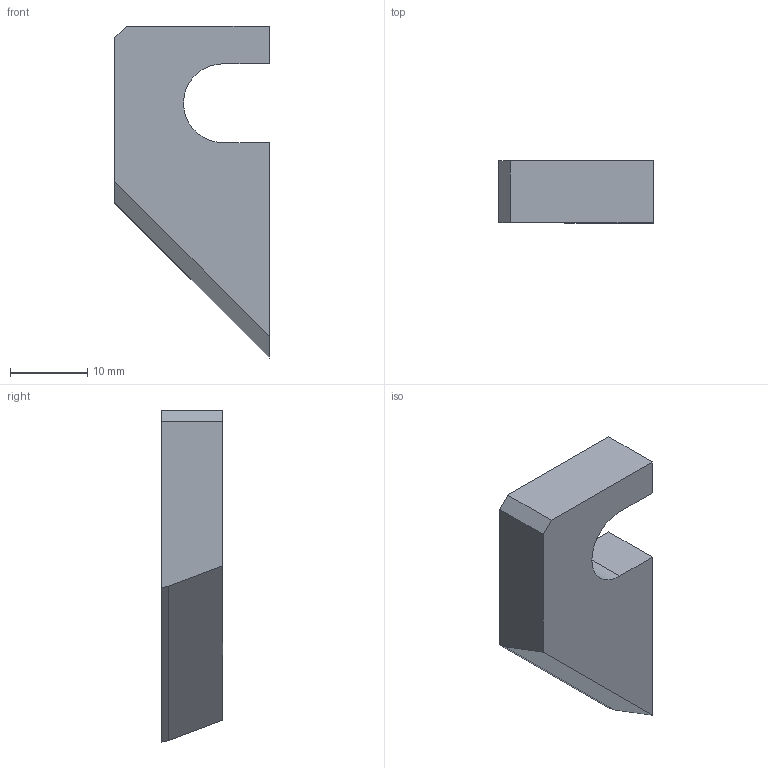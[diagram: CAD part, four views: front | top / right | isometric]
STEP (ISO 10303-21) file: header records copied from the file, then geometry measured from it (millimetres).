
FILE_DESCRIPTION((''),'1');
FILE_NAME('CB2-45.stp','2024-09-11T04:50:58',(''),(''),'Spatial Interop R21 SP3','Kubotek KeyCreator 2011 V10.0.2 (22737)',' ');
FILE_SCHEMA(('automotive_design'));
Length unit declared in the file: millimetre
Products named in the file (1): 241[3]
Bounding box: 20 x 8 x 43 mm (x, y, z)
Volume: 4242.8 mm3; surface area: 2093 mm2
Topology: 1 solids, 1 shells, 12 faces, 30 edges, 20 vertices
Faces by surface type: plane 11, cylinder 1
Entity records: 678 total; most frequent: CARTESIAN_POINT 63, ORIENTED_EDGE 60, DIRECTION 58, PRESENTATION_STYLE_ASSIGNMENT 56, COLOUR_RGB 56, STYLED_ITEM 43, CURVE_STYLE 43, DRAUGHTING_PRE_DEFINED_CURVE_FONT 43
